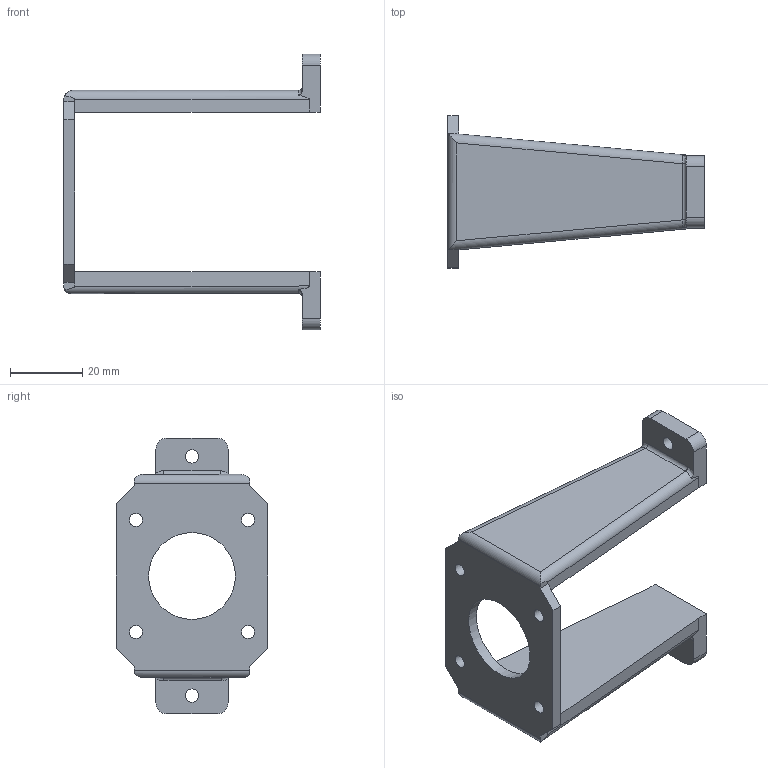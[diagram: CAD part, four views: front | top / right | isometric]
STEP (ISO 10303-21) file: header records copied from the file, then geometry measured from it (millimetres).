
FILE_DESCRIPTION(/* description */ (''),/* implementation_level */ '2;1');
FILE_NAME(/* name */ 'XY_nema_bracket.step',/* time_stamp */ '2023-03-16T20:39:55+01:00',/* author */ (''),/* organization */ (''),/* preprocessor_version */ 'ST-DEVELOPER v19.2',/* originating_system */ 'Autodesk Translation Framework v11.17.0.187',/* authorisation */ '');
FILE_SCHEMA (('AUTOMOTIVE_DESIGN { 1 0 10303 214 3 1 1 }'));
Length unit declared in the file: millimetre
Products named in the file (1): XY_nema_bracket
Bounding box: 71 x 42 x 76.2 mm (x, y, z)
Volume: 27666.4 mm3; surface area: 13601.9 mm2
Topology: 1 solids, 1 shells, 54 faces, 148 edges, 96 vertices
Faces by surface type: plane 31, cylinder 19, bspline 4
Full cylindrical faces by diameter (mm): 3.6 x4, 3.7 x2, 24 x1
Entity records: 1927 total; most frequent: CARTESIAN_POINT 491, ORIENTED_EDGE 296, DIRECTION 282, EDGE_CURVE 148, VERTEX_POINT 96, AXIS2_PLACEMENT_3D 95, LINE 92, VECTOR 92
